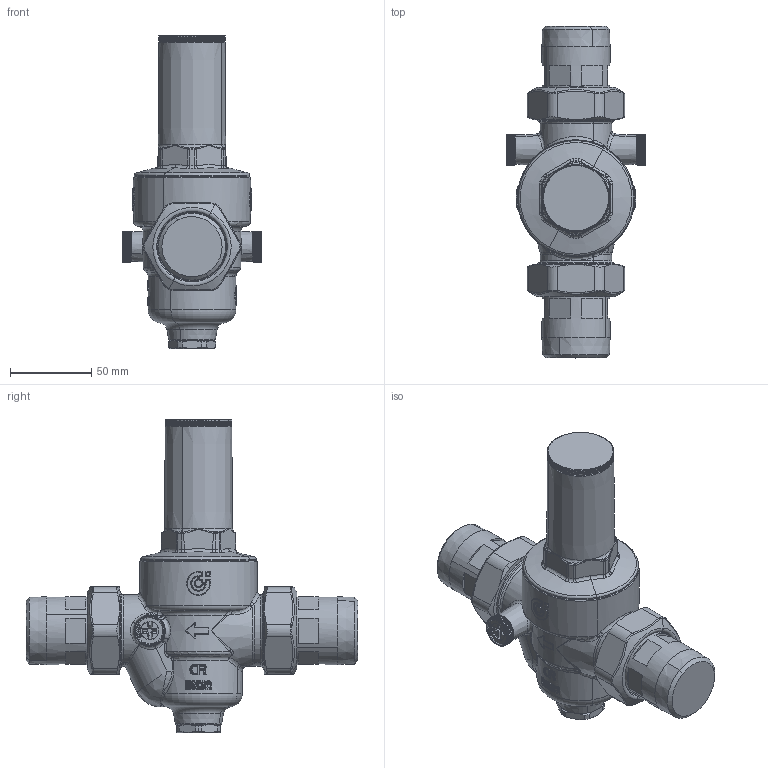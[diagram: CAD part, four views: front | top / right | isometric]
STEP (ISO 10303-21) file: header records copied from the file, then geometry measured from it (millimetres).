
FILE_DESCRIPTION(('CATIA V5 STEP Exchange'),'2;1');
FILE_NAME('STEP_536070_-_TST.stp','2017-02-28T08:30:32+00:00',('none'),('none'),'CATIA Version 5-6 Release 2014 SP5','CATIA V5 STEP AP203','none');
FILE_SCHEMA(('CONFIG_CONTROL_DESIGN'));
Length unit declared in the file: millimetre
Products named in the file (1): 536070 - TST
Bounding box: 86 x 204 x 192.8 mm (x, y, z)
Volume: 684988.3 mm3; surface area: 69392.1 mm2
Topology: 1 solids, 11 shells, 2801 faces, 7364 edges, 4502 vertices
Faces by surface type: plane 1114, cylinder 720, bspline 609, torus 124, cone 111, sphere 99, revolution 24
Entity records: 134455 total; most frequent: CARTESIAN_POINT 76609, ORIENTED_EDGE 14452, DIRECTION 7581, EDGE_CURVE 7226, VERTEX_POINT 4502, AXIS2_PLACEMENT_3D 3468, EDGE_LOOP 2876, B_SPLINE_CURVE_WITH_KNOTS 2831
